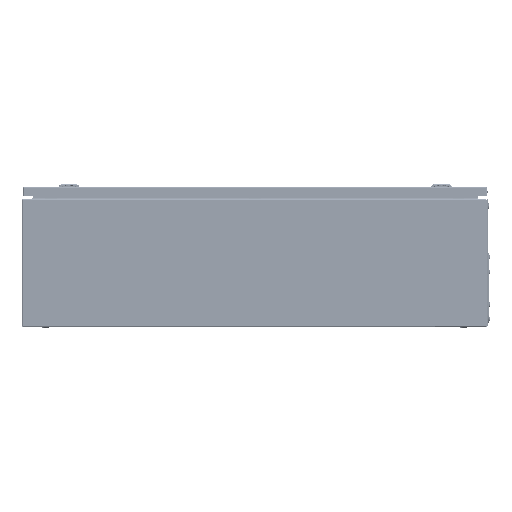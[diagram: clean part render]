
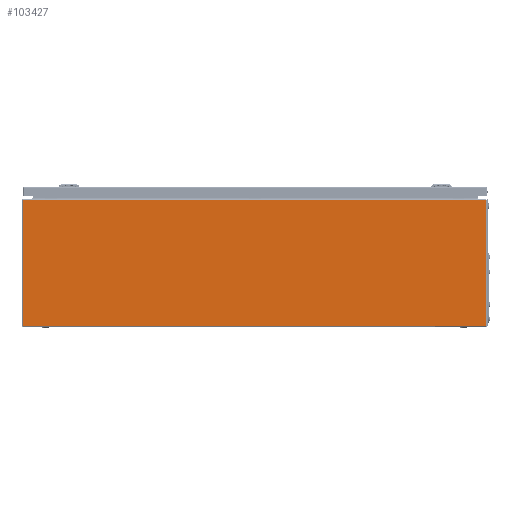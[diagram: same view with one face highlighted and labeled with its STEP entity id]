
A CAD part, left-side view. The second image highlights one B-rep face of the part: STEP entity #103427.
In plain terms, the highlighted planar face has unit normal (-1, 0, 0).
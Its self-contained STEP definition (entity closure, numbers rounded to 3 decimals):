
#2460 = ORIENTED_EDGE ( 'NONE', *, *, #239002, .T. ) ;
#11715 = CARTESIAN_POINT ( 'NONE',  ( -1.2, 135.1, 498.8 ) ) ;
#27811 = VERTEX_POINT ( 'NONE', #81003 ) ;
#29935 = VERTEX_POINT ( 'NONE', #367149 ) ;
#42295 = AXIS2_PLACEMENT_3D ( 'NONE', #358496, #296236, #106606 ) ;
#44013 = CARTESIAN_POINT ( 'NONE',  ( -1.2, -135.1, 496.95 ) ) ;
#45468 = CARTESIAN_POINT ( 'NONE',  ( -1.2, -135.1, -497.55 ) ) ;
#50337 = LINE ( 'NONE', #400146, #293317 ) ;
#57038 = VECTOR ( 'NONE', #297306, 1000. ) ;
#63941 = VECTOR ( 'NONE', #179121, 1000. ) ;
#68463 = ORIENTED_EDGE ( 'NONE', *, *, #223882, .T. ) ;
#74628 = PLANE ( 'NONE',  #42295 ) ;
#77246 = VERTEX_POINT ( 'NONE', #225139 ) ;
#81003 = CARTESIAN_POINT ( 'NONE',  ( -1.2, 135.1, 497. ) ) ;
#100591 = ORIENTED_EDGE ( 'NONE', *, *, #230577, .F. ) ;
#103427 = ADVANCED_FACE ( 'NONE', ( #407374 ), #74628, .F. ) ;
#106606 = DIRECTION ( 'NONE',  ( 0., 0., -1. ) ) ;
#113731 = LINE ( 'NONE', #359744, #282072 ) ;
#115217 = DIRECTION ( 'NONE',  ( 0., -1., 0. ) ) ;
#120889 = ORIENTED_EDGE ( 'NONE', *, *, #210449, .T. ) ;
#138374 = DIRECTION ( 'NONE',  ( 0., 0., -1. ) ) ;
#141290 = LINE ( 'NONE', #321481, #225512 ) ;
#147196 = CARTESIAN_POINT ( 'NONE',  ( -1.2, -135.1, 498.8 ) ) ;
#161090 = CARTESIAN_POINT ( 'NONE',  ( -1.2, -135.1, 497. ) ) ;
#179121 = DIRECTION ( 'NONE',  ( 0., 0., -1. ) ) ;
#189331 = ORIENTED_EDGE ( 'NONE', *, *, #202650, .F. ) ;
#202650 = EDGE_CURVE ( 'NONE', #27811, #371667, #141290, .T. ) ;
#210449 = EDGE_CURVE ( 'NONE', #27811, #77246, #113731, .T. ) ;
#217085 = EDGE_CURVE ( 'NONE', #29935, #77246, #235781, .T. ) ;
#223882 = EDGE_CURVE ( 'NONE', #29935, #348816, #50337, .T. ) ;
#225139 = CARTESIAN_POINT ( 'NONE',  ( -1.2, 135.1, -497.3 ) ) ;
#225512 = VECTOR ( 'NONE', #383642, 1000. ) ;
#230577 = EDGE_CURVE ( 'NONE', #368200, #348816, #384032, .T. ) ;
#235781 = LINE ( 'NONE', #11715, #57038 ) ;
#239002 = EDGE_CURVE ( 'NONE', #368200, #314280, #348146, .T. ) ;
#239162 = CARTESIAN_POINT ( 'NONE',  ( -1.2, -135.1, -497.55 ) ) ;
#245661 = EDGE_CURVE ( 'NONE', #371667, #314280, #356454, .T. ) ;
#261818 = CARTESIAN_POINT ( 'NONE',  ( -1.2, -135.1, 498.8 ) ) ;
#263975 = VECTOR ( 'NONE', #302738, 1000. ) ;
#282072 = VECTOR ( 'NONE', #138374, 1000. ) ;
#285306 = ORIENTED_EDGE ( 'NONE', *, *, #217085, .F. ) ;
#293317 = VECTOR ( 'NONE', #115217, 1000. ) ;
#293584 = DIRECTION ( 'NONE',  ( 0., 0., -1. ) ) ;
#296236 = DIRECTION ( 'NONE',  ( 1., 0., 0. ) ) ;
#297306 = DIRECTION ( 'NONE',  ( 0., 0., 1. ) ) ;
#302738 = DIRECTION ( 'NONE',  ( 0., 0., 1. ) ) ;
#313652 = CARTESIAN_POINT ( 'NONE',  ( -1.2, -135.1, -497.6 ) ) ;
#314280 = VERTEX_POINT ( 'NONE', #44013 ) ;
#321481 = CARTESIAN_POINT ( 'NONE',  ( -1.2, 135.1, 497. ) ) ;
#348146 = LINE ( 'NONE', #239162, #263975 ) ;
#348816 = VERTEX_POINT ( 'NONE', #313652 ) ;
#356454 = LINE ( 'NONE', #147196, #63941 ) ;
#358496 = CARTESIAN_POINT ( 'NONE',  ( -1.2, -135.1, -498.8 ) ) ;
#359744 = CARTESIAN_POINT ( 'NONE',  ( -1.2, 135.1, 497. ) ) ;
#366873 = ORIENTED_EDGE ( 'NONE', *, *, #245661, .F. ) ;
#367149 = CARTESIAN_POINT ( 'NONE',  ( -1.2, 135.1, -497.6 ) ) ;
#368200 = VERTEX_POINT ( 'NONE', #45468 ) ;
#371667 = VERTEX_POINT ( 'NONE', #161090 ) ;
#374114 = VECTOR ( 'NONE', #293584, 1000. ) ;
#383642 = DIRECTION ( 'NONE',  ( 0., -1., 0. ) ) ;
#384032 = LINE ( 'NONE', #261818, #374114 ) ;
#399546 = EDGE_LOOP ( 'NONE', ( #189331, #120889, #285306, #68463, #100591, #2460, #366873 ) ) ;
#400146 = CARTESIAN_POINT ( 'NONE',  ( -1.2, 135.1, -497.6 ) ) ;
#407374 = FACE_OUTER_BOUND ( 'NONE', #399546, .T. ) ;
